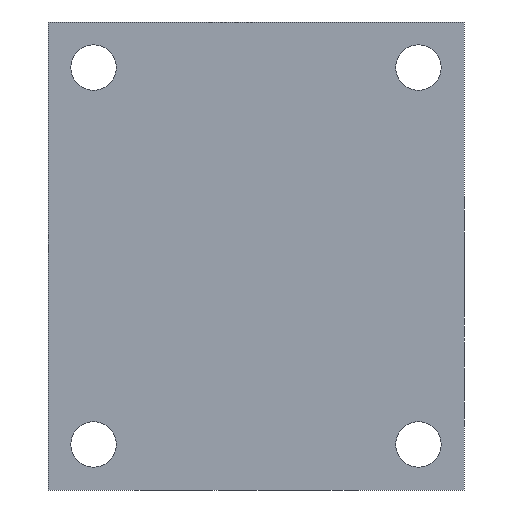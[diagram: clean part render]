
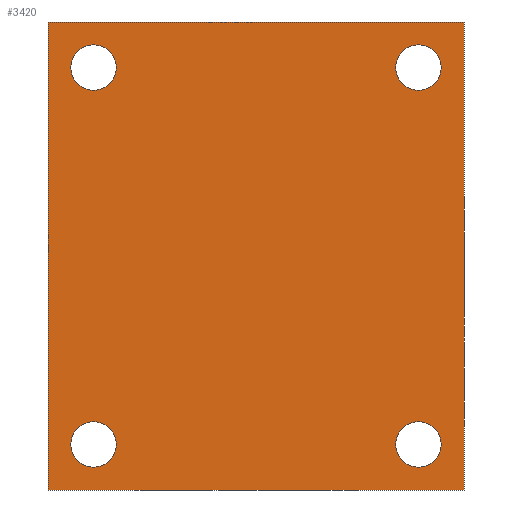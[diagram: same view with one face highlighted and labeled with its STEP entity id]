
A CAD part, left-side view. The second image highlights one B-rep face of the part: STEP entity #3420.
In plain terms, the highlighted planar face has unit normal (-1, 0, 0).
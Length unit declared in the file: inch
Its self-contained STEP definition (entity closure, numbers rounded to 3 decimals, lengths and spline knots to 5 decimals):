
#1=DIRECTION('',(0.,-1.,0.));
#2=VECTOR('',#1,4.);
#3=CARTESIAN_POINT('',(0.,0.,0.));
#4=LINE('',#3,#2);
#37=DIRECTION('',(0.,0.,1.));
#38=VECTOR('',#37,4.5);
#39=CARTESIAN_POINT('',(0.,0.,0.));
#40=LINE('',#39,#38);
#41=CARTESIAN_POINT('',(0.,-0.438,0.438));
#42=DIRECTION('',(-1.,0.,0.));
#43=DIRECTION('',(0.,1.,0.));
#44=AXIS2_PLACEMENT_3D('',#41,#42,#43);
#46=CARTESIAN_POINT('',(0.,-0.438,0.438));
#47=DIRECTION('',(-1.,0.,0.));
#48=DIRECTION('',(0.,-1.,0.));
#49=AXIS2_PLACEMENT_3D('',#46,#47,#48);
#51=CARTESIAN_POINT('',(0.,-3.562,0.438));
#52=DIRECTION('',(-1.,0.,0.));
#53=DIRECTION('',(0.,1.,0.));
#54=AXIS2_PLACEMENT_3D('',#51,#52,#53);
#56=CARTESIAN_POINT('',(0.,-3.562,0.438));
#57=DIRECTION('',(-1.,0.,0.));
#58=DIRECTION('',(0.,-1.,0.));
#59=AXIS2_PLACEMENT_3D('',#56,#57,#58);
#61=CARTESIAN_POINT('',(0.,-3.562,4.062));
#62=DIRECTION('',(-1.,0.,0.));
#63=DIRECTION('',(0.,1.,0.));
#64=AXIS2_PLACEMENT_3D('',#61,#62,#63);
#66=CARTESIAN_POINT('',(0.,-3.562,4.062));
#67=DIRECTION('',(-1.,0.,0.));
#68=DIRECTION('',(0.,-1.,0.));
#69=AXIS2_PLACEMENT_3D('',#66,#67,#68);
#71=CARTESIAN_POINT('',(0.,-0.438,4.062));
#72=DIRECTION('',(-1.,0.,0.));
#73=DIRECTION('',(0.,1.,0.));
#74=AXIS2_PLACEMENT_3D('',#71,#72,#73);
#76=CARTESIAN_POINT('',(0.,-0.438,4.062));
#77=DIRECTION('',(-1.,0.,0.));
#78=DIRECTION('',(0.,-1.,0.));
#79=AXIS2_PLACEMENT_3D('',#76,#77,#78);
#229=DIRECTION('',(0.,0.,1.));
#230=VECTOR('',#229,4.5);
#231=CARTESIAN_POINT('',(0.,-4.,0.));
#232=LINE('',#231,#230);
#253=DIRECTION('',(0.,-1.,0.));
#254=VECTOR('',#253,4.);
#255=CARTESIAN_POINT('',(0.,0.,4.5));
#256=LINE('',#255,#254);
#2908=CARTESIAN_POINT('',(0.,0.,0.));
#2909=CARTESIAN_POINT('',(0.,-4.,0.));
#2910=VERTEX_POINT('',#2908);
#2911=VERTEX_POINT('',#2909);
#2916=CARTESIAN_POINT('',(0.,0.,4.5));
#2917=CARTESIAN_POINT('',(0.,-4.,4.5));
#2918=VERTEX_POINT('',#2916);
#2919=VERTEX_POINT('',#2917);
#3070=CARTESIAN_POINT('',(0.,-0.219,0.438));
#3071=CARTESIAN_POINT('',(0.,-0.657,0.438));
#3072=VERTEX_POINT('',#3070);
#3073=VERTEX_POINT('',#3071);
#3078=CARTESIAN_POINT('',(0.,-3.343,0.438));
#3079=CARTESIAN_POINT('',(0.,-3.781,0.438));
#3080=VERTEX_POINT('',#3078);
#3081=VERTEX_POINT('',#3079);
#3086=CARTESIAN_POINT('',(0.,-3.343,4.062));
#3087=CARTESIAN_POINT('',(0.,-3.781,4.062));
#3088=VERTEX_POINT('',#3086);
#3089=VERTEX_POINT('',#3087);
#3094=CARTESIAN_POINT('',(0.,-0.219,4.062));
#3095=CARTESIAN_POINT('',(0.,-0.657,4.062));
#3096=VERTEX_POINT('',#3094);
#3097=VERTEX_POINT('',#3095);
#3382=CARTESIAN_POINT('',(0.,0.,0.));
#3383=DIRECTION('',(-1.,0.,0.));
#3384=DIRECTION('',(0.,-1.,0.));
#3385=AXIS2_PLACEMENT_3D('',#3382,#3383,#3384);
#3386=PLANE('',#3385);
#3387=ORIENTED_EDGE('',*,*,#3359,.F.);
#3389=ORIENTED_EDGE('',*,*,#3388,.T.);
#3391=ORIENTED_EDGE('',*,*,#3390,.T.);
#3393=ORIENTED_EDGE('',*,*,#3392,.F.);
#3394=EDGE_LOOP('',(#3387,#3389,#3391,#3393));
#3395=FACE_OUTER_BOUND('',#3394,.F.);
#3397=ORIENTED_EDGE('',*,*,#3396,.T.);
#3399=ORIENTED_EDGE('',*,*,#3398,.T.);
#3400=EDGE_LOOP('',(#3397,#3399));
#3401=FACE_BOUND('',#3400,.F.);
#3403=ORIENTED_EDGE('',*,*,#3402,.T.);
#3405=ORIENTED_EDGE('',*,*,#3404,.T.);
#3406=EDGE_LOOP('',(#3403,#3405));
#3407=FACE_BOUND('',#3406,.F.);
#3409=ORIENTED_EDGE('',*,*,#3408,.T.);
#3411=ORIENTED_EDGE('',*,*,#3410,.T.);
#3412=EDGE_LOOP('',(#3409,#3411));
#3413=FACE_BOUND('',#3412,.F.);
#3415=ORIENTED_EDGE('',*,*,#3414,.T.);
#3417=ORIENTED_EDGE('',*,*,#3416,.T.);
#3418=EDGE_LOOP('',(#3415,#3417));
#3419=FACE_BOUND('',#3418,.F.);
#3420=ADVANCED_FACE('',(#3395,#3401,#3407,#3413,#3419),#3386,.T.);
#45=CIRCLE('',#44,0.219);
#50=CIRCLE('',#49,0.219);
#55=CIRCLE('',#54,0.219);
#60=CIRCLE('',#59,0.219);
#65=CIRCLE('',#64,0.219);
#70=CIRCLE('',#69,0.219);
#75=CIRCLE('',#74,0.219);
#80=CIRCLE('',#79,0.219);
#3359=EDGE_CURVE('',#2910,#2911,#4,.T.);
#3388=EDGE_CURVE('',#2910,#2918,#40,.T.);
#3390=EDGE_CURVE('',#2918,#2919,#256,.T.);
#3392=EDGE_CURVE('',#2911,#2919,#232,.T.);
#3396=EDGE_CURVE('',#3072,#3073,#45,.T.);
#3398=EDGE_CURVE('',#3073,#3072,#50,.T.);
#3402=EDGE_CURVE('',#3080,#3081,#55,.T.);
#3404=EDGE_CURVE('',#3081,#3080,#60,.T.);
#3408=EDGE_CURVE('',#3088,#3089,#65,.T.);
#3410=EDGE_CURVE('',#3089,#3088,#70,.T.);
#3414=EDGE_CURVE('',#3096,#3097,#75,.T.);
#3416=EDGE_CURVE('',#3097,#3096,#80,.T.);
